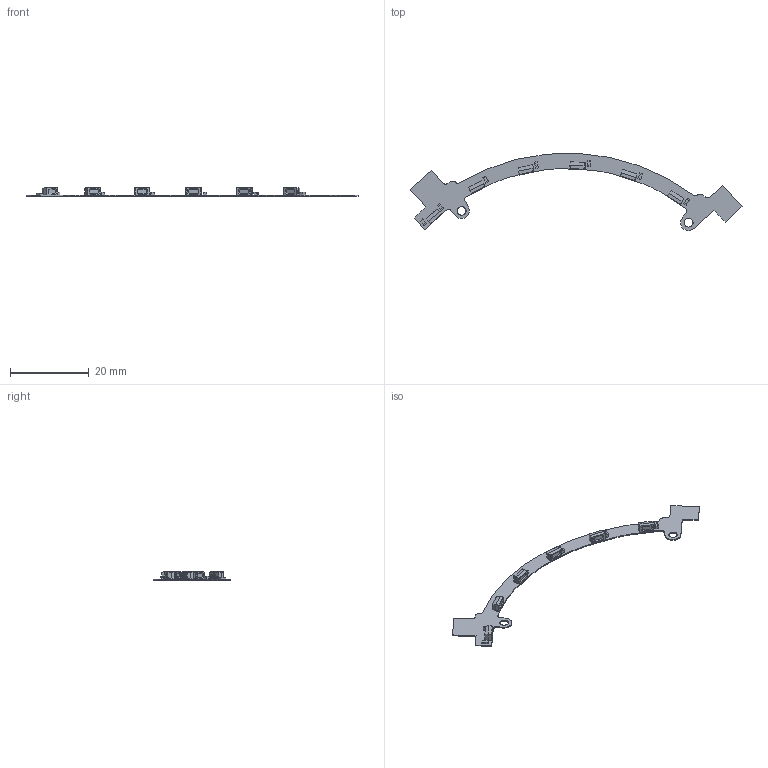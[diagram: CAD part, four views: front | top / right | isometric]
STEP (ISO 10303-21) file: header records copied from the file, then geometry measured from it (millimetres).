
FILE_DESCRIPTION(('KiCad electronic assembly'),'2;1');
FILE_NAME('LedCC_Side_Simple.step','2024-05-14T17:45:09',('Pcbnew'),( 'Kicad'),'Open CASCADE STEP processor 7.7','KiCad to STEP converter' ,'Unknown');
FILE_SCHEMA(('AUTOMOTIVE_DESIGN { 1 0 10303 214 1 1 1 1 }'));
Length unit declared in the file: millimetre
Products named in the file (8): LedCC_Side_Simple 1; LED-SMD_WS2812B-4020; R_0603_1608Metric; C_0603_1608Metric; LedCC_Side_PCB
Assembly tree (17 placements, depth 3):
  LedCC_Side_Simple 1
    LED-SMD_WS2812B-4020  x6
      LED-SMD_WS2812B-4020
    R_0603_1608Metric
      R_0603_1608Metric
    C_0603_1608Metric  x6
      C_0603_1608Metric
    LedCC_Side_PCB
Bounding box: 84.45 x 19.62 x 2.27 mm (x, y, z)
Volume: 196.2 mm3; surface area: 1238.6 mm2
Topology: 14 solids, 14 shells, 2220 faces, 6236 edges, 4200 vertices
Faces by surface type: plane 1280, bspline 588, cylinder 316, sphere 24, cone 12
Full cylindrical faces by diameter (mm): 2.2 x2
Entity records: 17033 total; most frequent: CARTESIAN_POINT 4052, ORIENTED_EDGE 2404, DIRECTION 1790, EDGE_CURVE 1202, LINE 826, VECTOR 826, VERTEX_POINT 810, AXIS2_PLACEMENT_3D 482
